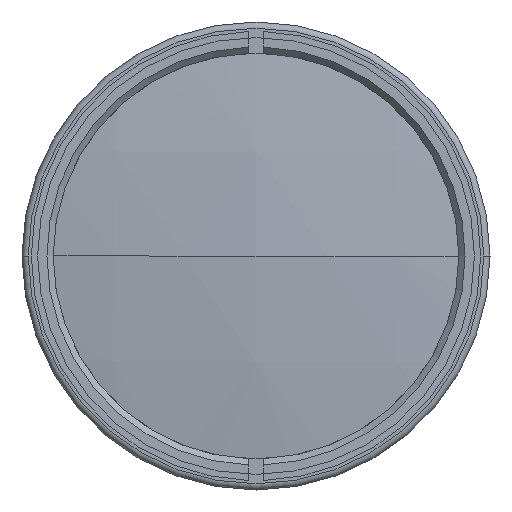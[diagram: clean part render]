
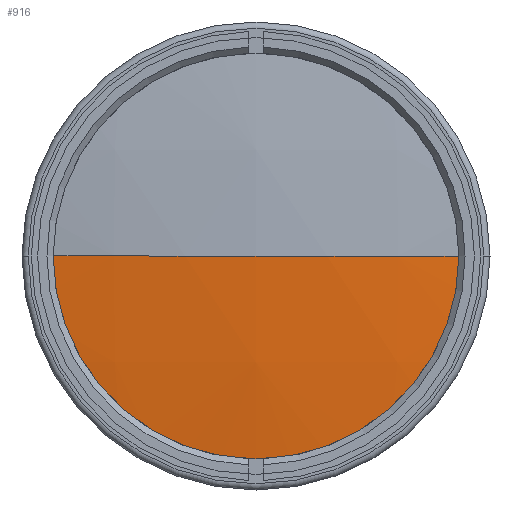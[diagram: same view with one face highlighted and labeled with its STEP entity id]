
A CAD part, left-side view. The second image highlights one B-rep face of the part: STEP entity #916.
In plain terms, the highlighted spherical face has radius 252 mm.
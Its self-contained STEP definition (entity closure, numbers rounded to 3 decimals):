
#183 = ORIENTED_EDGE ( 'NONE', *, *, #2703, .T. ) ;
#278 = CARTESIAN_POINT ( 'NONE',  ( 110.787, 0., 0. ) ) ;
#349 = CARTESIAN_POINT ( 'NONE',  ( -138.909, 34., 0. ) ) ;
#516 = DIRECTION ( 'NONE',  ( 0., 0., 1. ) ) ;
#546 = AXIS2_PLACEMENT_3D ( 'NONE', #3174, #2162, #3457 ) ;
#738 = CIRCLE ( 'NONE', #2022, 34. ) ;
#887 = CARTESIAN_POINT ( 'NONE',  ( -141.213, 0., 0. ) ) ;
#916 = ADVANCED_FACE ( 'NONE', ( #2836 ), #4131, .T. ) ;
#1020 = EDGE_LOOP ( 'NONE', ( #183, #1593, #4085 ) ) ;
#1152 = VERTEX_POINT ( 'NONE', #3360 ) ;
#1184 = DIRECTION ( 'NONE',  ( 0., 1., 0. ) ) ;
#1332 = DIRECTION ( 'NONE',  ( 0., 0., -1. ) ) ;
#1593 = ORIENTED_EDGE ( 'NONE', *, *, #4057, .T. ) ;
#1617 = CIRCLE ( 'NONE', #2104, 252. ) ;
#2022 = AXIS2_PLACEMENT_3D ( 'NONE', #2090, #3421, #516 ) ;
#2086 = VERTEX_POINT ( 'NONE', #887 ) ;
#2090 = CARTESIAN_POINT ( 'NONE',  ( -138.909, 0., 0. ) ) ;
#2104 = AXIS2_PLACEMENT_3D ( 'NONE', #4197, #1332, #2620 ) ;
#2162 = DIRECTION ( 'NONE',  ( 0., 0., 1. ) ) ;
#2620 = DIRECTION ( 'NONE',  ( 0., 1., 0. ) ) ;
#2703 = EDGE_CURVE ( 'NONE', #2905, #1152, #738, .T. ) ;
#2710 = CIRCLE ( 'NONE', #546, 252. ) ;
#2794 = DIRECTION ( 'NONE',  ( 0., 0., -1. ) ) ;
#2836 = FACE_OUTER_BOUND ( 'NONE', #1020, .T. ) ;
#2905 = VERTEX_POINT ( 'NONE', #349 ) ;
#3174 = CARTESIAN_POINT ( 'NONE',  ( 110.787, 0., 0. ) ) ;
#3360 = CARTESIAN_POINT ( 'NONE',  ( -138.909, -34., 0. ) ) ;
#3421 = DIRECTION ( 'NONE',  ( -1., 0., 0. ) ) ;
#3457 = DIRECTION ( 'NONE',  ( 0., -1., 0. ) ) ;
#3553 = AXIS2_PLACEMENT_3D ( 'NONE', #278, #2794, #1184 ) ;
#3893 = EDGE_CURVE ( 'NONE', #2905, #2086, #2710, .T. ) ;
#4057 = EDGE_CURVE ( 'NONE', #1152, #2086, #1617, .T. ) ;
#4085 = ORIENTED_EDGE ( 'NONE', *, *, #3893, .F. ) ;
#4131 = SPHERICAL_SURFACE ( 'NONE', #3553, 252. ) ;
#4197 = CARTESIAN_POINT ( 'NONE',  ( 110.787, 0., 0. ) ) ;
